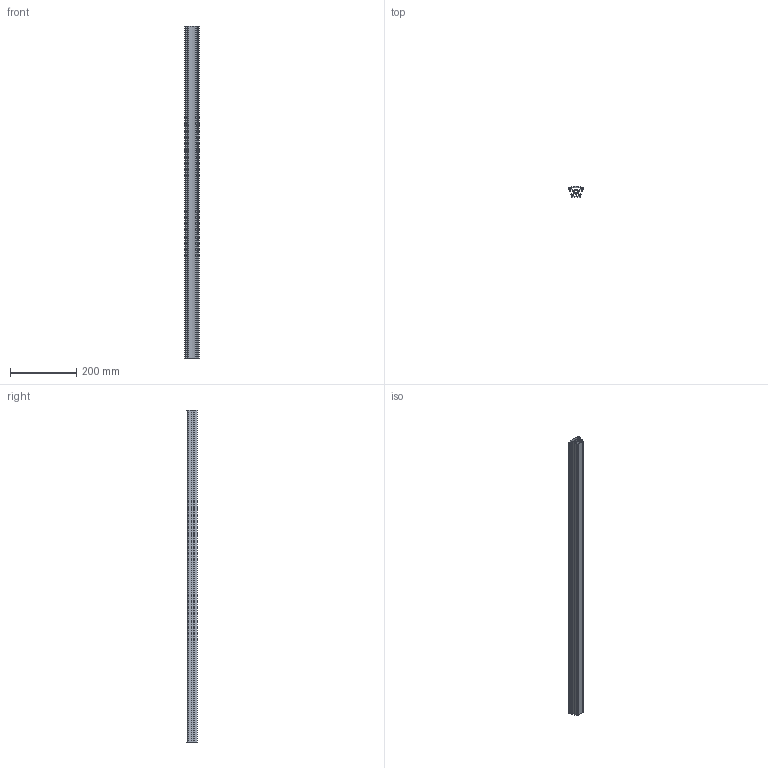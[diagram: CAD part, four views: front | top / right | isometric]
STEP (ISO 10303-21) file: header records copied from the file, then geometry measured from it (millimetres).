
FILE_DESCRIPTION (( 'STEP AP214' ), '1' );
FILE_NAME ('333R45 Ïðîôèëü êîíñòðóêöèîííûé 30õ30R45 (Àí. ñåðåáðî).STEP', '2023-09-29T06:07:05', ( '' ), ( '' ), 'SwSTEP 2.0', 'SolidWorks 2022', '' );
FILE_SCHEMA (( 'AUTOMOTIVE_DESIGN' ));
Length unit declared in the file: millimetre
Products named in the file (1): 333R45 Профиль конструкционный 30х30R45 (Ан. серебро)
Bounding box: 44.55 x 31.56 x 1000 mm (x, y, z)
Volume: 301473.6 mm3; surface area: 384550.7 mm2
Topology: 1 solids, 1 shells, 119 faces, 351 edges, 234 vertices
Faces by surface type: cylinder 73, plane 46
Entity records: 4077 total; most frequent: DIRECTION 737, CARTESIAN_POINT 705, ORIENTED_EDGE 702, EDGE_CURVE 351, AXIS2_PLACEMENT_3D 266, VERTEX_POINT 234, LINE 205, VECTOR 205
